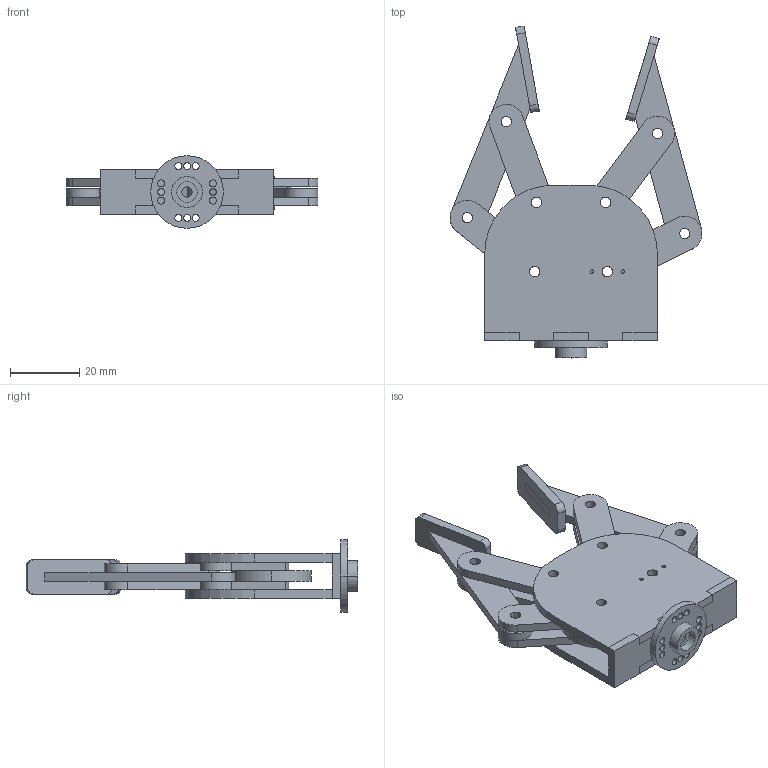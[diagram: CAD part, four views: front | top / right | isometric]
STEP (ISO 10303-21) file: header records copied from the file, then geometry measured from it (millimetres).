
FILE_DESCRIPTION (( 'STEP AP214' ), '1' );
FILE_NAME ('BT_Ensamblaje_PINZA.STEP', '2019-04-09T19:49:58', ( 'MariaConsuegra' ), ( '' ), 'SwSTEP 2.0', 'SolidWorks 2015', '' );
FILE_SCHEMA (( 'AUTOMOTIVE_DESIGN' ));
Length unit declared in the file: millimetre
Products named in the file (8): BT_Ensamblaje_PINZA; BT_acople_servos; BT_Tapa; BT_Llema; BT_Elsa_Grande; BT_Engrane; BT_Esla_peque; BT_Base_Pinza
Assembly tree (18 placements, depth 2):
  BT_Ensamblaje_PINZA
    BT_Base_Pinza  x2
    BT_Esla_peque  x8
    BT_Engrane  x2
    BT_Elsa_Grande  x2
    BT_Llema  x2
    BT_Tapa
    BT_acople_servos
Bounding box: 72.93 x 96.09 x 21 mm (x, y, z)
Volume: 24173.1 mm3; surface area: 24886.2 mm2
Topology: 18 solids, 18 shells, 275 faces, 702 edges, 468 vertices
Faces by surface type: cylinder 146, plane 129
Entity records: 5003 total; most frequent: DIRECTION 859, CARTESIAN_POINT 790, ORIENTED_EDGE 750, EDGE_CURVE 375, AXIS2_PLACEMENT_3D 319, VERTEX_POINT 250, LINE 221, VECTOR 221
